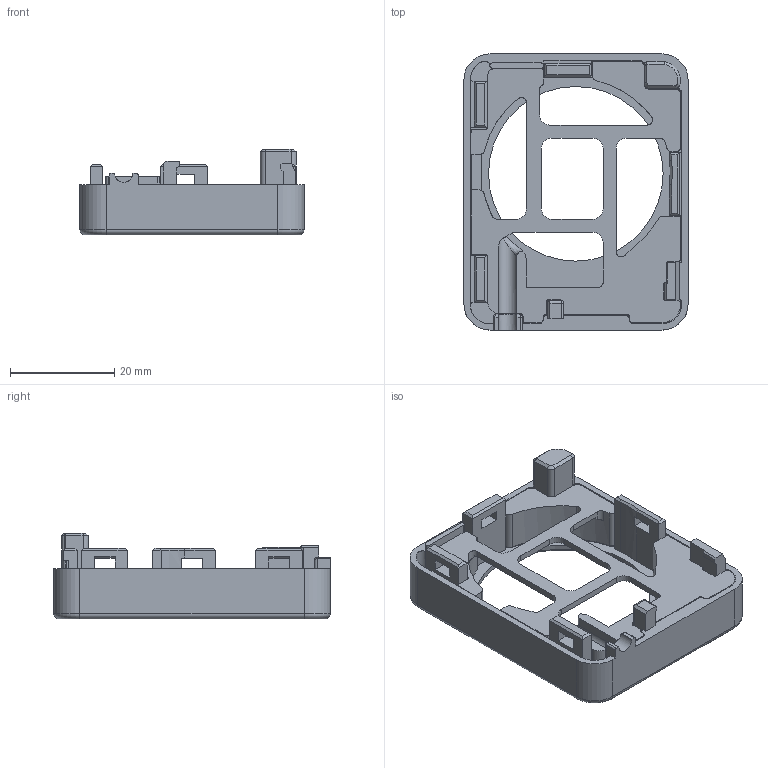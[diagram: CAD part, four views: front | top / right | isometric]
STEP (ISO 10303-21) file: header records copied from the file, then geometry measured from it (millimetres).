
FILE_DESCRIPTION(/* description */ ('STEP AP214','CAx-IF Rec.Pracs.---Representation and Presentation of Product Manufacturing Information (PMI)---4.0---2014-10-13'),/* implementation_level */ '2;1');
FILE_NAME(/* name */ 'X-gantry-mount.step',/* time_stamp */ '2025-03-05T17:29:54+02:00',/* author */ (''),/* organization */ (''),/* preprocessor_version */ 'ST-DEVELOPER v20',/* originating_system */ 'Autodesk Translation Framework v13.20.0.188',/* authorisation */ '');
FILE_SCHEMA (('AP242_MANAGED_MODEL_BASED_3D_ENGINEERING_MIM_LF { 1 0 10303 442 1 1 4 }'));
Length unit declared in the file: millimetre
Products named in the file (1): bigtreetech knomi v1.0(1)
Bounding box: 43 x 53 x 16.5 mm (x, y, z)
Volume: 11325.6 mm3; surface area: 11925.8 mm2
Topology: 3 solids, 3 shells, 811 faces, 2341 edges, 1517 vertices
Faces by surface type: plane 514, cylinder 162, bspline 88, cone 31, torus 16
Full cylindrical faces by diameter (mm): 33.5 x1
Entity records: 29395 total; most frequent: CARTESIAN_POINT 8508, ORIENTED_EDGE 4656, DIRECTION 3912, EDGE_CURVE 2328, LINE 1736, VECTOR 1736, VERTEX_POINT 1517, AXIS2_PLACEMENT_3D 1088
